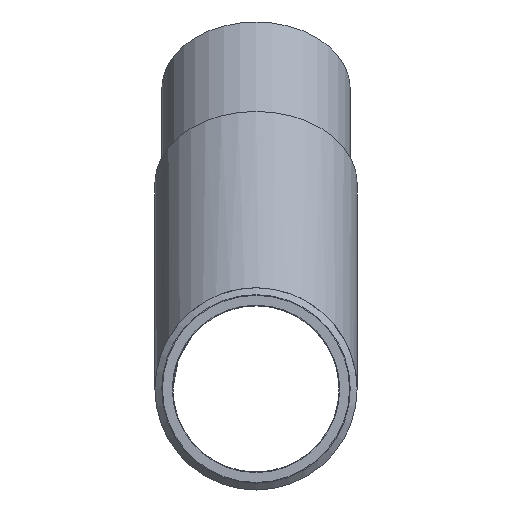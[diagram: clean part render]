
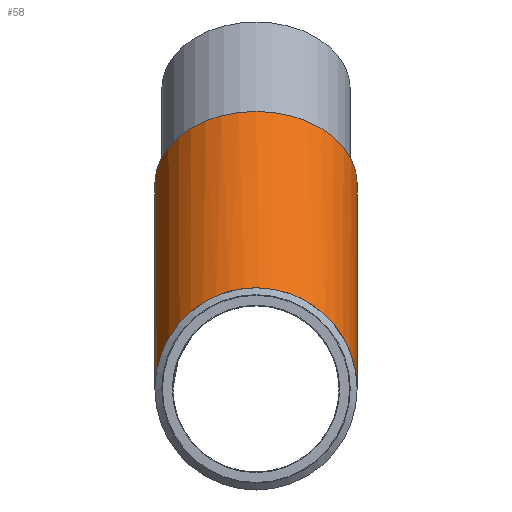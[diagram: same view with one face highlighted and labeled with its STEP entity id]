
A CAD part, left-side view. The second image highlights one B-rep face of the part: STEP entity #58.
In plain terms, the highlighted cylindrical face has radius 75.107 mm (diameter 150.215 mm), a full revolution.
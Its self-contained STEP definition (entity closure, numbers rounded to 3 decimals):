
#58 = ADVANCED_FACE( '', ( #127, #128 ), #129, .T. );
#127 = FACE_OUTER_BOUND( '', #208, .T. );
#128 = FACE_OUTER_BOUND( '', #209, .T. );
#129 = CYLINDRICAL_SURFACE( '', #210, 75.107 );
#208 = EDGE_LOOP( '', ( #300 ) );
#209 = EDGE_LOOP( '', ( #301, #302 ) );
#210 = AXIS2_PLACEMENT_3D( '', #303, #304, #305 );
#300 = ORIENTED_EDGE( '', *, *, #366, .F. );
#301 = ORIENTED_EDGE( '', *, *, #388, .T. );
#302 = ORIENTED_EDGE( '', *, *, #389, .T. );
#303 = CARTESIAN_POINT( '', ( 373.092, 0., 223.092 ) );
#304 = DIRECTION( '', ( -0.707, 0., -0.707 ) );
#305 = DIRECTION( '', ( 0.707, 0., -0.707 ) );
#366 = EDGE_CURVE( '', #406, #406, #407, .T. );
#388 = EDGE_CURVE( '', #442, #443, #444, .F. );
#389 = EDGE_CURVE( '', #443, #442, #445, .T. );
#406 = VERTEX_POINT( '', #466 );
#407 = CIRCLE( '', #467, 75.107 );
#442 = VERTEX_POINT( '', #502 );
#443 = VERTEX_POINT( '', #503 );
#444 = ELLIPSE( '', #504, 196.265, 75.107 );
#445 = ELLIPSE( '', #505, 81.296, 75.107 );
#466 = CARTESIAN_POINT( '', ( 356.122, 0., 99.904 ) );
#467 = AXIS2_PLACEMENT_3D( '', #526, #527, #528 );
#502 = CARTESIAN_POINT( '', ( 150., -75.107, 0. ) );
#503 = CARTESIAN_POINT( '', ( 150., 75.107, 0. ) );
#504 = AXIS2_PLACEMENT_3D( '', #568, #569, #570 );
#505 = AXIS2_PLACEMENT_3D( '', #571, #572, #573 );
#526 = CARTESIAN_POINT( '', ( 303.013, 0., 153.013 ) );
#527 = DIRECTION( '', ( 0.707, 0., 0.707 ) );
#528 = DIRECTION( '', ( 0.707, 0., -0.707 ) );
#568 = CARTESIAN_POINT( '', ( 150., 0., 0. ) );
#569 = DIRECTION( '', ( 0.383, 0., -0.924 ) );
#570 = DIRECTION( '', ( 0.924, 0., 0.383 ) );
#571 = CARTESIAN_POINT( '', ( 150., 0., 0. ) );
#572 = DIRECTION( '', ( 0.924, 0., 0.383 ) );
#573 = DIRECTION( '', ( 0.383, 0., -0.924 ) );
